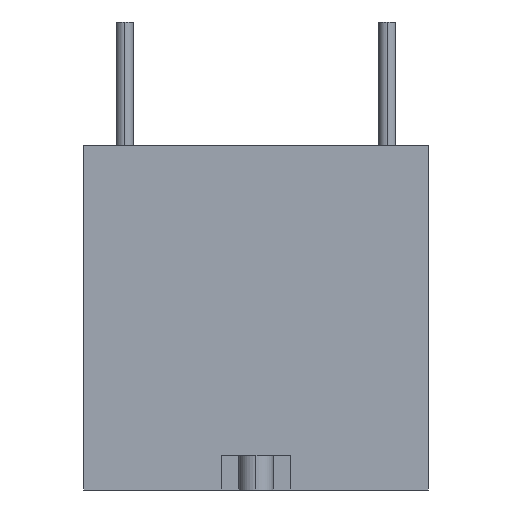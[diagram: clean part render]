
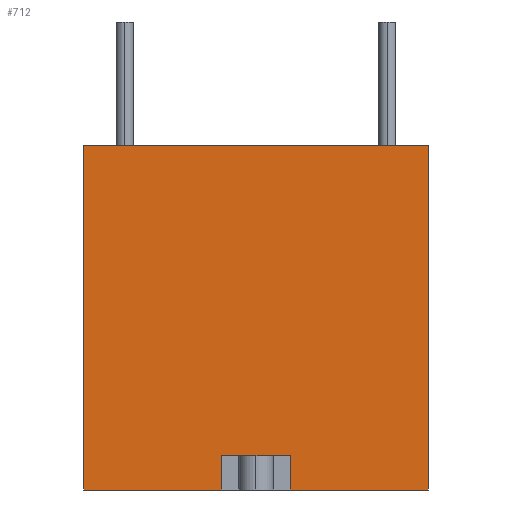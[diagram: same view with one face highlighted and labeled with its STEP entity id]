
A CAD part, left-side view. The second image highlights one B-rep face of the part: STEP entity #712.
In plain terms, the highlighted planar face has unit normal (-1, 0, 0).
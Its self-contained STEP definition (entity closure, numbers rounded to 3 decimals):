
#134=DIRECTION('',(0.,-1.,0.));
#135=VECTOR('',#134,10.);
#136=CARTESIAN_POINT('',(-10.,5.,0.));
#137=LINE('',#136,#135);
#218=DIRECTION('',(0.,-1.,0.));
#219=VECTOR('',#218,2.);
#220=CARTESIAN_POINT('',(-10.,1.,-9.));
#221=LINE('',#220,#219);
#222=DIRECTION('',(0.,0.,1.));
#223=VECTOR('',#222,1.);
#224=CARTESIAN_POINT('',(-10.,1.,-10.));
#225=LINE('',#224,#223);
#226=DIRECTION('',(0.,0.,-1.));
#227=VECTOR('',#226,10.);
#228=CARTESIAN_POINT('',(-10.,5.,0.));
#229=LINE('',#228,#227);
#230=DIRECTION('',(0.,0.,1.));
#231=VECTOR('',#230,1.);
#232=CARTESIAN_POINT('',(-10.,-1.,-10.));
#233=LINE('',#232,#231);
#278=DIRECTION('',(0.,-1.,0.));
#279=VECTOR('',#278,4.);
#280=CARTESIAN_POINT('',(-10.,5.,-10.));
#281=LINE('',#280,#279);
#294=DIRECTION('',(0.,-1.,0.));
#295=VECTOR('',#294,4.);
#296=CARTESIAN_POINT('',(-10.,-1.,-10.));
#297=LINE('',#296,#295);
#352=DIRECTION('',(0.,0.,-1.));
#353=VECTOR('',#352,10.);
#354=CARTESIAN_POINT('',(-10.,-5.,0.));
#355=LINE('',#354,#353);
#512=CARTESIAN_POINT('',(-10.,5.,0.));
#513=CARTESIAN_POINT('',(-10.,-5.,0.));
#514=VERTEX_POINT('',#512);
#515=VERTEX_POINT('',#513);
#520=CARTESIAN_POINT('',(-10.,-5.,-10.));
#522=VERTEX_POINT('',#520);
#525=CARTESIAN_POINT('',(-10.,5.,-10.));
#527=VERTEX_POINT('',#525);
#568=CARTESIAN_POINT('',(-10.,1.,-10.));
#570=VERTEX_POINT('',#568);
#574=CARTESIAN_POINT('',(-10.,-1.,-10.));
#575=VERTEX_POINT('',#574);
#576=CARTESIAN_POINT('',(-10.,1.,-9.));
#577=CARTESIAN_POINT('',(-10.,-1.,-9.));
#578=VERTEX_POINT('',#576);
#579=VERTEX_POINT('',#577);
#690=CARTESIAN_POINT('',(-10.,5.,0.));
#691=DIRECTION('',(-1.,0.,0.));
#692=DIRECTION('',(0.,-1.,0.));
#693=AXIS2_PLACEMENT_3D('',#690,#691,#692);
#694=PLANE('',#693);
#696=ORIENTED_EDGE('',*,*,#695,.F.);
#698=ORIENTED_EDGE('',*,*,#697,.F.);
#700=ORIENTED_EDGE('',*,*,#699,.F.);
#702=ORIENTED_EDGE('',*,*,#701,.F.);
#703=ORIENTED_EDGE('',*,*,#637,.T.);
#705=ORIENTED_EDGE('',*,*,#704,.T.);
#707=ORIENTED_EDGE('',*,*,#706,.F.);
#709=ORIENTED_EDGE('',*,*,#708,.T.);
#710=EDGE_LOOP('',(#696,#698,#700,#702,#703,#705,#707,#709));
#711=FACE_OUTER_BOUND('',#710,.F.);
#637=EDGE_CURVE('',#514,#515,#137,.T.);
#695=EDGE_CURVE('',#578,#579,#221,.T.);
#697=EDGE_CURVE('',#570,#578,#225,.T.);
#699=EDGE_CURVE('',#527,#570,#281,.T.);
#701=EDGE_CURVE('',#514,#527,#229,.T.);
#704=EDGE_CURVE('',#515,#522,#355,.T.);
#706=EDGE_CURVE('',#575,#522,#297,.T.);
#708=EDGE_CURVE('',#575,#579,#233,.T.);
#712=ADVANCED_FACE('',(#711),#694,.T.);
